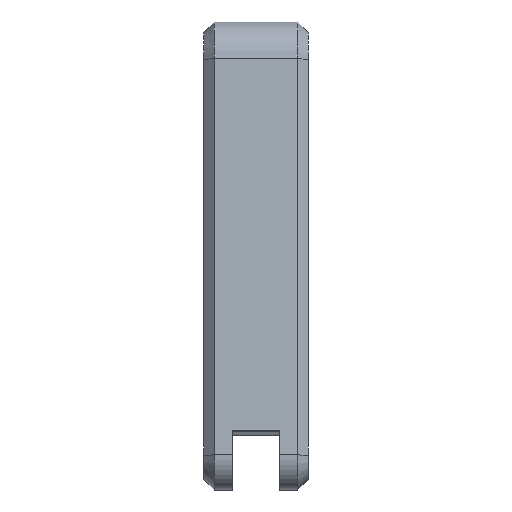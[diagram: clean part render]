
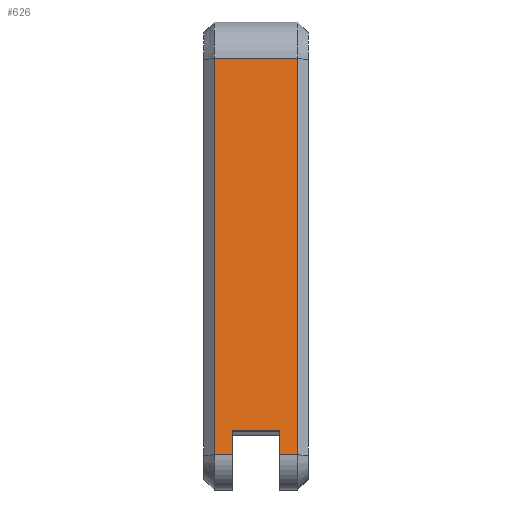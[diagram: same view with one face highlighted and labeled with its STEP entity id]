
A CAD part, top view. The second image highlights one B-rep face of the part: STEP entity #626.
In plain terms, the highlighted planar face has unit normal (0, 0.125, 0.992).
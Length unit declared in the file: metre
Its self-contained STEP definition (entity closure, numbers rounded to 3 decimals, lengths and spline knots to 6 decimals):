
#90=ORIENTED_EDGE('',*,*,#257,.F.);
#91=ORIENTED_EDGE('',*,*,#258,.T.);
#92=ORIENTED_EDGE('',*,*,#253,.T.);
#93=ORIENTED_EDGE('',*,*,#259,.T.);
#94=ORIENTED_EDGE('',*,*,#242,.F.);
#95=ORIENTED_EDGE('',*,*,#260,.T.);
#96=ORIENTED_EDGE('',*,*,#261,.T.);
#97=ORIENTED_EDGE('',*,*,#262,.F.);
#242=EDGE_CURVE('',#326,#327,#384,.T.);
#253=EDGE_CURVE('',#336,#337,#387,.T.);
#257=EDGE_CURVE('',#340,#341,#389,.T.);
#258=EDGE_CURVE('',#340,#336,#390,.T.);
#259=EDGE_CURVE('',#337,#327,#391,.T.);
#260=EDGE_CURVE('',#326,#342,#392,.T.);
#261=EDGE_CURVE('',#342,#343,#393,.T.);
#262=EDGE_CURVE('',#341,#343,#394,.T.);
#326=VERTEX_POINT('',#960);
#327=VERTEX_POINT('',#961);
#336=VERTEX_POINT('',#984);
#337=VERTEX_POINT('',#985);
#340=VERTEX_POINT('',#993);
#341=VERTEX_POINT('',#994);
#342=VERTEX_POINT('',#998);
#343=VERTEX_POINT('',#1000);
#384=LINE('',#959,#432);
#387=LINE('',#983,#435);
#389=LINE('',#992,#437);
#390=LINE('',#995,#438);
#391=LINE('',#996,#439);
#392=LINE('',#997,#440);
#393=LINE('',#999,#441);
#394=LINE('',#1001,#442);
#432=VECTOR('',#758,1.);
#435=VECTOR('',#783,1.);
#437=VECTOR('',#791,1.);
#438=VECTOR('',#792,1.);
#439=VECTOR('',#793,1.);
#440=VECTOR('',#794,1.);
#441=VECTOR('',#795,1.);
#442=VECTOR('',#796,1.);
#484=EDGE_LOOP('',(#90,#91,#92,#93,#94,#95,#96,#97));
#548=FACE_BOUND('',#484,.T.);
#605=PLANE('',#688);
#626=ADVANCED_FACE('',(#548),#605,.T.);
#688=AXIS2_PLACEMENT_3D('',#991,#789,#790);
#758=DIRECTION('',(-1.,0.,0.));
#783=DIRECTION('',(-1.,0.,0.));
#789=DIRECTION('',(0.,0.125,0.992));
#790=DIRECTION('',(0.,-0.992,0.125));
#791=DIRECTION('',(-1.,0.,0.));
#792=DIRECTION('',(0.,0.992,-0.125));
#793=DIRECTION('',(0.,-0.992,0.125));
#794=DIRECTION('',(0.,0.992,-0.125));
#795=DIRECTION('',(1.,0.,0.));
#796=DIRECTION('',(0.,0.992,-0.125));
#959=CARTESIAN_POINT('',(0.005,0.04959,0.008292));
#960=CARTESIAN_POINT('',(-0.00225,0.04959,0.008292));
#961=CARTESIAN_POINT('',(-0.004,0.04959,0.008292));
#983=CARTESIAN_POINT('',(0.005,0.08751,0.00353));
#984=CARTESIAN_POINT('',(0.004,0.08751,0.00353));
#985=CARTESIAN_POINT('',(-0.004,0.08751,0.00353));
#991=CARTESIAN_POINT('',(0.005,0.05073,0.008148));
#992=CARTESIAN_POINT('',(0.005,0.04959,0.008292));
#993=CARTESIAN_POINT('',(0.004,0.04959,0.008292));
#994=CARTESIAN_POINT('',(0.00225,0.04959,0.008292));
#995=CARTESIAN_POINT('',(0.004,0.05073,0.008148));
#996=CARTESIAN_POINT('',(-0.004,0.04959,0.008292));
#997=CARTESIAN_POINT('',(-0.00225,0.05073,0.008148));
#998=CARTESIAN_POINT('',(-0.00225,0.051871,0.008005));
#999=CARTESIAN_POINT('',(-0.00225,0.051871,0.008005));
#1000=CARTESIAN_POINT('',(0.00225,0.051871,0.008005));
#1001=CARTESIAN_POINT('',(0.00225,0.05073,0.008148));
